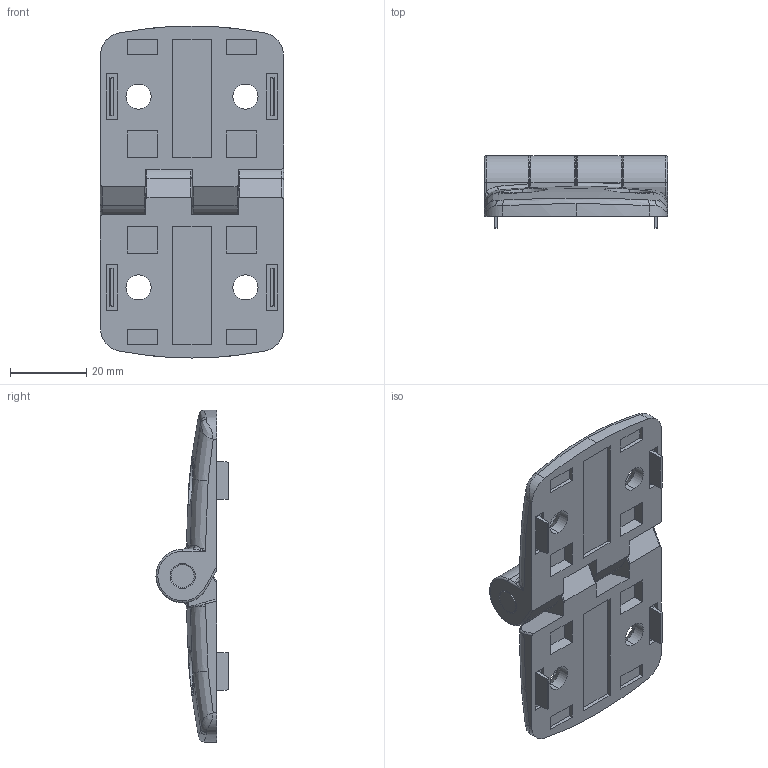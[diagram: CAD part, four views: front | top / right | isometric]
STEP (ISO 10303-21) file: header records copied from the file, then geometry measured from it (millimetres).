
FILE_DESCRIPTION(('STEP AP214'),'1');
FILE_NAME('fath_095k4545f10.stp','2017-07-12T09:31:12',('TraceParts'),('TraceParts S.A.'),'Spatial InterOp 3D',' ',' ');
FILE_SCHEMA(('automotive_design'));
Length unit declared in the file: millimetre
Products named in the file (3): fath_095k4545f10_1; fath_095k4545f10_2; fath_095k4545f10_3
Bounding box: 48 x 18.9 x 87 mm (x, y, z)
Volume: 27049.3 mm3; surface area: 14403 mm2
Topology: 3 solids, 3 shells, 260 faces, 648 edges, 402 vertices
Faces by surface type: plane 116, cylinder 62, bspline 46, torus 28, cone 8
Entity records: 12115 total; most frequent: CARTESIAN_POINT 4175, ORIENTED_EDGE 1284, DIRECTION 1070, EDGE_CURVE 642, VERTEX_POINT 402, AXIS2_PLACEMENT_3D 369, LINE 332, VECTOR 332
